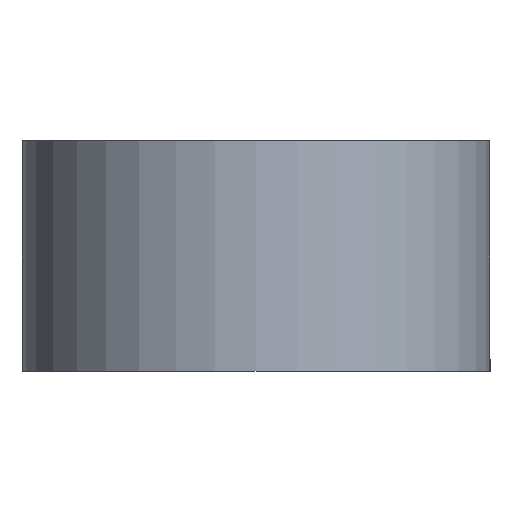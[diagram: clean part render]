
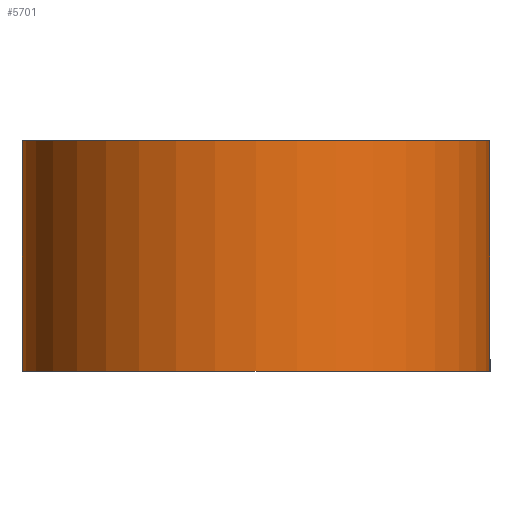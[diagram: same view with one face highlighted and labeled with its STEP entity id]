
A CAD part, left-side view. The second image highlights one B-rep face of the part: STEP entity #5701.
In plain terms, the highlighted cylindrical face has radius 6.2 mm (diameter 12.4 mm), a partial arc.
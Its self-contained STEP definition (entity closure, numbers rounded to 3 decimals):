
#821 = CARTESIAN_POINT ( 'NONE',  ( -44.45, -6.2, -3.05 ) ) ;
#1007 = DIRECTION ( 'NONE',  ( 0., 0., 1. ) ) ;
#1714 = VERTEX_POINT ( 'NONE', #12017 ) ;
#1773 = VERTEX_POINT ( 'NONE', #3129 ) ;
#1856 = EDGE_CURVE ( 'NONE', #14374, #1773, #8514, .T. ) ;
#1873 = DIRECTION ( 'NONE',  ( 0., 0., 1. ) ) ;
#3116 = ORIENTED_EDGE ( 'NONE', *, *, #10041, .F. ) ;
#3129 = CARTESIAN_POINT ( 'NONE',  ( -44.45, -6.2, 3.05 ) ) ;
#3544 = CIRCLE ( 'NONE', #6543, 6.2 ) ;
#3867 = DIRECTION ( 'NONE',  ( 0., 0., -1. ) ) ;
#4386 = ORIENTED_EDGE ( 'NONE', *, *, #1856, .T. ) ;
#4398 = AXIS2_PLACEMENT_3D ( 'NONE', #10612, #3867, #11795 ) ;
#4489 = CARTESIAN_POINT ( 'NONE',  ( -44.45, 6.2, -3.05 ) ) ;
#5314 = ORIENTED_EDGE ( 'NONE', *, *, #13157, .F. ) ;
#5701 = ADVANCED_FACE ( 'NONE', ( #9526 ), #9455, .T. ) ;
#6245 = CARTESIAN_POINT ( 'NONE',  ( -44.45, 0., 3.05 ) ) ;
#6543 = AXIS2_PLACEMENT_3D ( 'NONE', #6245, #14252, #7304 ) ;
#6849 = DIRECTION ( 'NONE',  ( 1., 0., 0. ) ) ;
#6917 = ORIENTED_EDGE ( 'NONE', *, *, #13308, .F. ) ;
#7304 = DIRECTION ( 'NONE',  ( 1., 0., 0. ) ) ;
#7949 = DIRECTION ( 'NONE',  ( 0., 0., 1. ) ) ;
#8483 = VECTOR ( 'NONE', #1007, 1000. ) ;
#8514 = LINE ( 'NONE', #10050, #8483 ) ;
#9455 = CYLINDRICAL_SURFACE ( 'NONE', #9626, 6.2 ) ;
#9526 = FACE_OUTER_BOUND ( 'NONE', #13789, .T. ) ;
#9626 = AXIS2_PLACEMENT_3D ( 'NONE', #11419, #7949, #6849 ) ;
#10041 = EDGE_CURVE ( 'NONE', #1714, #1773, #3544, .T. ) ;
#10050 = CARTESIAN_POINT ( 'NONE',  ( -44.45, -6.2, -105.106 ) ) ;
#10612 = CARTESIAN_POINT ( 'NONE',  ( -44.45, 0., -3.05 ) ) ;
#11419 = CARTESIAN_POINT ( 'NONE',  ( -44.45, 0., -105.106 ) ) ;
#11795 = DIRECTION ( 'NONE',  ( 1., 0., 0. ) ) ;
#12017 = CARTESIAN_POINT ( 'NONE',  ( -44.45, 6.2, 3.05 ) ) ;
#12365 = VECTOR ( 'NONE', #1873, 1000. ) ;
#12389 = LINE ( 'NONE', #14446, #12365 ) ;
#12872 = CIRCLE ( 'NONE', #4398, 6.2 ) ;
#13157 = EDGE_CURVE ( 'NONE', #14374, #14458, #12872, .T. ) ;
#13308 = EDGE_CURVE ( 'NONE', #14458, #1714, #12389, .T. ) ;
#13789 = EDGE_LOOP ( 'NONE', ( #6917, #5314, #4386, #3116 ) ) ;
#14252 = DIRECTION ( 'NONE',  ( 0., 0., 1. ) ) ;
#14374 = VERTEX_POINT ( 'NONE', #821 ) ;
#14446 = CARTESIAN_POINT ( 'NONE',  ( -44.45, 6.2, -105.106 ) ) ;
#14458 = VERTEX_POINT ( 'NONE', #4489 ) ;
